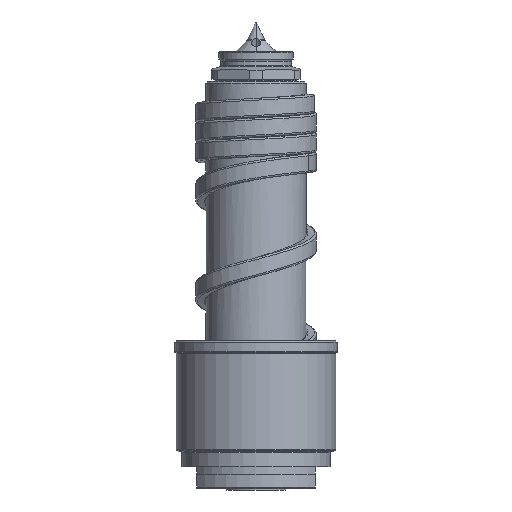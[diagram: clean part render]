
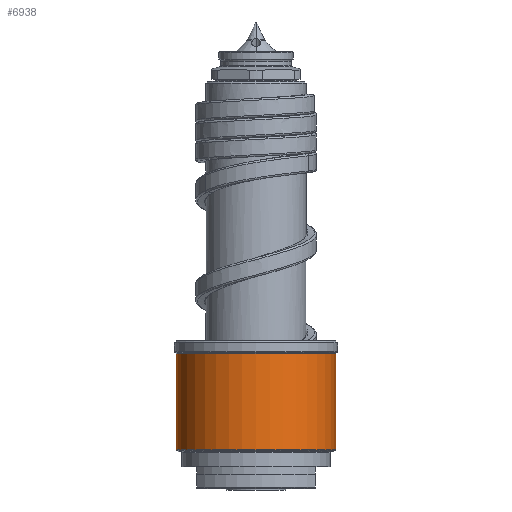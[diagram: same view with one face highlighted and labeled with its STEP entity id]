
A CAD part, front view. The second image highlights one B-rep face of the part: STEP entity #6938.
In plain terms, the highlighted cylindrical face has radius 21.5 mm (diameter 43 mm), a partial arc.
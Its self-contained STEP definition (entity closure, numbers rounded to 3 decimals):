
#110=CARTESIAN_POINT('',(0.,0.,10.583));
#111=DIRECTION('',(0.,0.,1.));
#112=DIRECTION('',(-1.,0.,0.));
#113=AXIS2_PLACEMENT_3D('',#110,#111,#112);
#115=DIRECTION('',(0.,0.,-1.));
#116=VECTOR('',#115,25.834);
#117=CARTESIAN_POINT('',(-21.5,0.,36.417));
#118=LINE('',#117,#116);
#119=CARTESIAN_POINT('',(0.,0.,36.417));
#120=DIRECTION('',(0.,0.,1.));
#121=DIRECTION('',(-1.,0.,0.));
#122=AXIS2_PLACEMENT_3D('',#119,#120,#121);
#124=DIRECTION('',(0.,0.,-1.));
#125=VECTOR('',#124,25.834);
#126=CARTESIAN_POINT('',(21.5,0.,36.417));
#127=LINE('',#126,#125);
#6450=CARTESIAN_POINT('',(21.5,0.,36.417));
#6451=CARTESIAN_POINT('',(-21.5,0.,36.417));
#6452=VERTEX_POINT('',#6450);
#6453=VERTEX_POINT('',#6451);
#6476=CARTESIAN_POINT('',(21.5,0.,10.583));
#6477=VERTEX_POINT('',#6476);
#6478=CARTESIAN_POINT('',(-21.5,0.,10.583));
#6479=VERTEX_POINT('',#6478);
#6924=CARTESIAN_POINT('',(0.,0.,8.5));
#6925=DIRECTION('',(0.,0.,1.));
#6926=DIRECTION('',(-1.,0.,0.));
#6927=AXIS2_PLACEMENT_3D('',#6924,#6925,#6926);
#6928=CYLINDRICAL_SURFACE('',#6927,21.5);
#6930=ORIENTED_EDGE('',*,*,#6929,.F.);
#6932=ORIENTED_EDGE('',*,*,#6931,.F.);
#6933=ORIENTED_EDGE('',*,*,#6914,.T.);
#6935=ORIENTED_EDGE('',*,*,#6934,.T.);
#6936=EDGE_LOOP('',(#6930,#6932,#6933,#6935));
#6937=FACE_OUTER_BOUND('',#6936,.F.);
#114=CIRCLE('',#113,21.5);
#123=CIRCLE('',#122,21.5);
#6914=EDGE_CURVE('',#6453,#6452,#123,.T.);
#6929=EDGE_CURVE('',#6479,#6477,#114,.T.);
#6931=EDGE_CURVE('',#6453,#6479,#118,.T.);
#6934=EDGE_CURVE('',#6452,#6477,#127,.T.);
#6938=ADVANCED_FACE('',(#6937),#6928,.T.);
